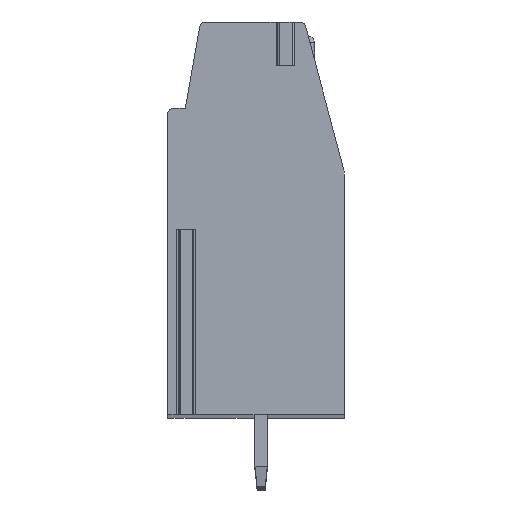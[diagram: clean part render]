
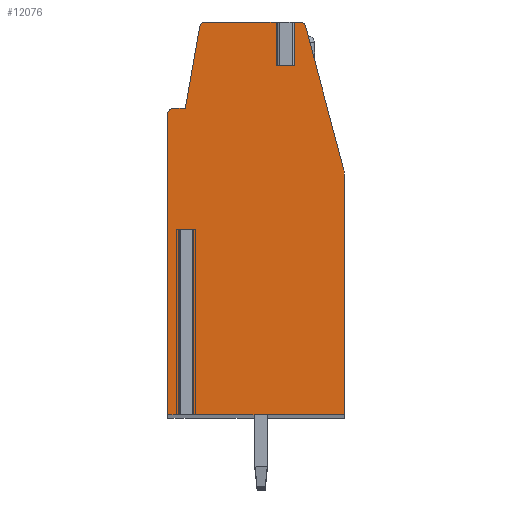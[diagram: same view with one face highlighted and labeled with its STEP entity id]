
A CAD part, top view. The second image highlights one B-rep face of the part: STEP entity #12076.
In plain terms, the highlighted planar face has unit normal (0, 0, 1).
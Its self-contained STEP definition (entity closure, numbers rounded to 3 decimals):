
#13=DIRECTION('',(-1.,0.,0.));
#14=VECTOR('',#13,0.743);
#15=CARTESIAN_POINT('',(-3.029,-0.55,93.98));
#16=LINE('',#15,#14);
#17=DIRECTION('',(0.,-1.,0.));
#18=VECTOR('',#17,9.);
#19=CARTESIAN_POINT('',(-3.771,-0.55,93.98));
#20=LINE('',#19,#18);
#21=DIRECTION('',(1.,0.,0.));
#22=VECTOR('',#21,0.529);
#23=CARTESIAN_POINT('',(-4.3,-9.55,93.98));
#24=LINE('',#23,#22);
#25=DIRECTION('',(0.,-1.,0.));
#26=VECTOR('',#25,14.6);
#27=CARTESIAN_POINT('',(-4.3,5.05,93.98));
#28=LINE('',#27,#26);
#29=CARTESIAN_POINT('',(-4.,5.05,93.98));
#30=DIRECTION('',(0.,0.,1.));
#31=DIRECTION('',(0.,1.,0.));
#32=AXIS2_PLACEMENT_3D('',#29,#30,#31);
#34=DIRECTION('',(-1.,0.,0.));
#35=VECTOR('',#34,0.558);
#36=CARTESIAN_POINT('',(-3.442,5.35,93.98));
#37=LINE('',#36,#35);
#38=DIRECTION('',(-0.174,-0.985,0.));
#39=VECTOR('',#38,4.013);
#40=CARTESIAN_POINT('',(-2.746,9.302,93.98));
#41=LINE('',#40,#39);
#42=CARTESIAN_POINT('',(-2.45,9.25,93.98));
#43=DIRECTION('',(0.,0.,1.));
#44=DIRECTION('',(0.,1.,0.));
#45=AXIS2_PLACEMENT_3D('',#42,#43,#44);
#47=DIRECTION('',(-1.,0.,0.));
#48=VECTOR('',#47,3.669);
#49=CARTESIAN_POINT('',(1.219,9.55,93.98));
#50=LINE('',#49,#48);
#51=DIRECTION('',(0.,-1.,0.));
#52=VECTOR('',#51,2.1);
#53=CARTESIAN_POINT('',(1.219,9.55,93.98));
#54=LINE('',#53,#52);
#55=DIRECTION('',(-1.,0.,0.));
#56=VECTOR('',#55,0.46);
#57=CARTESIAN_POINT('',(1.679,7.45,93.98));
#58=LINE('',#57,#56);
#59=DIRECTION('',(0.,-1.,0.));
#60=VECTOR('',#59,2.1);
#61=CARTESIAN_POINT('',(1.679,9.55,93.98));
#62=LINE('',#61,#60);
#63=DIRECTION('',(-1.,0.,0.));
#64=VECTOR('',#63,0.447);
#65=CARTESIAN_POINT('',(2.126,9.55,93.98));
#66=LINE('',#65,#64);
#67=CARTESIAN_POINT('',(2.126,9.25,93.98));
#68=DIRECTION('',(0.,0.,1.));
#69=DIRECTION('',(0.966,0.257,0.));
#70=AXIS2_PLACEMENT_3D('',#67,#68,#69);
#72=CARTESIAN_POINT('',(3.3,2.119,93.98));
#73=DIRECTION('',(0.,0.,1.));
#74=DIRECTION('',(1.,0.,0.));
#75=AXIS2_PLACEMENT_3D('',#72,#73,#74);
#77=DIRECTION('',(0.,1.,0.));
#78=VECTOR('',#77,11.669);
#79=CARTESIAN_POINT('',(4.3,-9.55,93.98));
#80=LINE('',#79,#78);
#81=DIRECTION('',(1.,0.,0.));
#82=VECTOR('',#81,7.329);
#83=CARTESIAN_POINT('',(-3.029,-9.55,93.98));
#84=LINE('',#83,#82);
#85=DIRECTION('',(0.,-1.,0.));
#86=VECTOR('',#85,9.);
#87=CARTESIAN_POINT('',(-3.029,-0.55,93.98));
#88=LINE('',#87,#86);
#555=DIRECTION('',(-0.257,0.966,0.));
#556=VECTOR('',#555,7.193);
#557=CARTESIAN_POINT('',(4.266,2.376,93.98));
#558=LINE('',#557,#556);
#9614=CARTESIAN_POINT('',(4.3,-9.55,93.98));
#9615=CARTESIAN_POINT('',(4.3,2.119,93.98));
#9616=VERTEX_POINT('',#9614);
#9617=VERTEX_POINT('',#9615);
#9618=CARTESIAN_POINT('',(4.266,2.376,93.98));
#9619=VERTEX_POINT('',#9618);
#9620=CARTESIAN_POINT('',(2.416,9.327,93.98));
#9621=CARTESIAN_POINT('',(2.126,9.55,93.98));
#9622=VERTEX_POINT('',#9620);
#9623=VERTEX_POINT('',#9621);
#9624=CARTESIAN_POINT('',(-2.45,9.55,93.98));
#9625=CARTESIAN_POINT('',(-2.746,9.302,93.98));
#9626=VERTEX_POINT('',#9624);
#9627=VERTEX_POINT('',#9625);
#9628=CARTESIAN_POINT('',(-3.442,5.35,93.98));
#9629=VERTEX_POINT('',#9628);
#9630=CARTESIAN_POINT('',(-4.,5.35,93.98));
#9631=VERTEX_POINT('',#9630);
#9632=CARTESIAN_POINT('',(-4.3,5.05,93.98));
#9633=VERTEX_POINT('',#9632);
#9634=CARTESIAN_POINT('',(-4.3,-9.55,93.98));
#9635=VERTEX_POINT('',#9634);
#9698=CARTESIAN_POINT('',(1.679,7.45,93.98));
#9699=CARTESIAN_POINT('',(1.219,7.45,93.98));
#9700=VERTEX_POINT('',#9698);
#9701=VERTEX_POINT('',#9699);
#9702=CARTESIAN_POINT('',(1.219,9.55,93.98));
#9703=VERTEX_POINT('',#9702);
#9704=CARTESIAN_POINT('',(1.679,9.55,93.98));
#9705=VERTEX_POINT('',#9704);
#9718=CARTESIAN_POINT('',(-3.029,-0.55,93.98));
#9719=CARTESIAN_POINT('',(-3.771,-0.55,93.98));
#9720=VERTEX_POINT('',#9718);
#9721=VERTEX_POINT('',#9719);
#9722=CARTESIAN_POINT('',(-3.029,-9.55,93.98));
#9723=VERTEX_POINT('',#9722);
#9724=CARTESIAN_POINT('',(-3.771,-9.55,93.98));
#9725=VERTEX_POINT('',#9724);
#12031=CARTESIAN_POINT('',(0.,0.,93.98));
#12032=DIRECTION('',(0.,0.,1.));
#12033=DIRECTION('',(1.,0.,0.));
#12034=AXIS2_PLACEMENT_3D('',#12031,#12032,#12033);
#12035=PLANE('',#12034);
#12037=ORIENTED_EDGE('',*,*,#12036,.T.);
#12039=ORIENTED_EDGE('',*,*,#12038,.T.);
#12041=ORIENTED_EDGE('',*,*,#12040,.F.);
#12043=ORIENTED_EDGE('',*,*,#12042,.F.);
#12045=ORIENTED_EDGE('',*,*,#12044,.F.);
#12047=ORIENTED_EDGE('',*,*,#12046,.F.);
#12049=ORIENTED_EDGE('',*,*,#12048,.F.);
#12051=ORIENTED_EDGE('',*,*,#12050,.F.);
#12053=ORIENTED_EDGE('',*,*,#12052,.F.);
#12055=ORIENTED_EDGE('',*,*,#12054,.T.);
#12057=ORIENTED_EDGE('',*,*,#12056,.F.);
#12059=ORIENTED_EDGE('',*,*,#12058,.F.);
#12061=ORIENTED_EDGE('',*,*,#12060,.F.);
#12063=ORIENTED_EDGE('',*,*,#12062,.F.);
#12065=ORIENTED_EDGE('',*,*,#12064,.F.);
#12067=ORIENTED_EDGE('',*,*,#12066,.F.);
#12069=ORIENTED_EDGE('',*,*,#12068,.F.);
#12071=ORIENTED_EDGE('',*,*,#12070,.F.);
#12073=ORIENTED_EDGE('',*,*,#12072,.F.);
#12074=EDGE_LOOP('',(#12037,#12039,#12041,#12043,#12045,#12047,#12049,#12051,
#12053,#12055,#12057,#12059,#12061,#12063,#12065,#12067,#12069,#12071,#12073));
#12075=FACE_OUTER_BOUND('',#12074,.F.);
#33=CIRCLE('',#32,0.3);
#46=CIRCLE('',#45,0.3);
#71=CIRCLE('',#70,0.3);
#76=CIRCLE('',#75,1.);
#12036=EDGE_CURVE('',#9720,#9721,#16,.T.);
#12038=EDGE_CURVE('',#9721,#9725,#20,.T.);
#12040=EDGE_CURVE('',#9635,#9725,#24,.T.);
#12042=EDGE_CURVE('',#9633,#9635,#28,.T.);
#12044=EDGE_CURVE('',#9631,#9633,#33,.T.);
#12046=EDGE_CURVE('',#9629,#9631,#37,.T.);
#12048=EDGE_CURVE('',#9627,#9629,#41,.T.);
#12050=EDGE_CURVE('',#9626,#9627,#46,.T.);
#12052=EDGE_CURVE('',#9703,#9626,#50,.T.);
#12054=EDGE_CURVE('',#9703,#9701,#54,.T.);
#12056=EDGE_CURVE('',#9700,#9701,#58,.T.);
#12058=EDGE_CURVE('',#9705,#9700,#62,.T.);
#12060=EDGE_CURVE('',#9623,#9705,#66,.T.);
#12062=EDGE_CURVE('',#9622,#9623,#71,.T.);
#12064=EDGE_CURVE('',#9619,#9622,#558,.T.);
#12066=EDGE_CURVE('',#9617,#9619,#76,.T.);
#12068=EDGE_CURVE('',#9616,#9617,#80,.T.);
#12070=EDGE_CURVE('',#9723,#9616,#84,.T.);
#12072=EDGE_CURVE('',#9720,#9723,#88,.T.);
#12076=ADVANCED_FACE('',(#12075),#12035,.T.);
